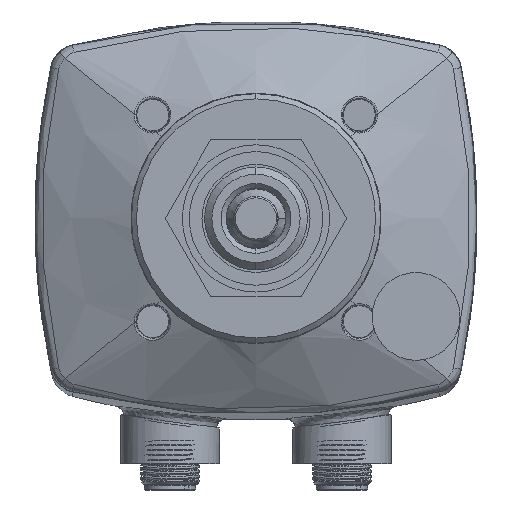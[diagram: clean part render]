
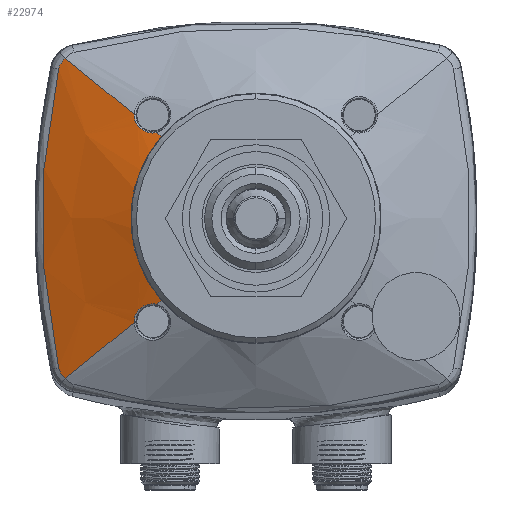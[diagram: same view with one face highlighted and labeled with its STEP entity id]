
A CAD part, front view. The second image highlights one B-rep face of the part: STEP entity #22974.
In plain terms, the highlighted free-form (B-spline) face has degree [3, 3] with [7, 4] control points.
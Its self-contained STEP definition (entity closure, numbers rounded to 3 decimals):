
#4304=DIRECTION('',(-0.735,0.322,0.596));
#4305=VECTOR('',#4304,19.036);
#4306=CARTESIAN_POINT('',(-24.791,306.923,21.186));
#4307=LINE('',#4306,#4305);
#4374=DIRECTION('',(-0.735,0.322,0.596));
#4375=VECTOR('',#4374,1.32);
#4376=CARTESIAN_POINT('',(-19.267,304.5,16.704));
#4377=LINE('',#4376,#4375);
#4401=CARTESIAN_POINT('',(-24.799,306.908,
-21.085));
#4402=CARTESIAN_POINT('',(-24.799,306.91,
-21.097));
#4403=CARTESIAN_POINT('',(-24.798,306.914,
-21.119));
#4404=CARTESIAN_POINT('',(-24.8,306.92,
-21.156));
#4405=CARTESIAN_POINT('',(-24.794,306.923,
-21.176));
#4406=CARTESIAN_POINT('',(-24.791,306.923,
-21.186));
#4408=DIRECTION('',(-0.735,0.322,-0.596));
#4409=VECTOR('',#4408,19.036);
#4410=CARTESIAN_POINT('',(-24.791,306.923,
-21.186));
#4411=LINE('',#4410,#4409);
#4412=CARTESIAN_POINT('',(-38.785,313.062,
-32.539));
#4413=CARTESIAN_POINT('',(-38.979,313.119,
-32.403));
#4414=CARTESIAN_POINT('',(-39.341,313.222,
-32.092));
#4415=CARTESIAN_POINT('',(-39.777,313.332,
-31.53));
#4416=CARTESIAN_POINT('',(-40.063,313.388,
-30.955));
#4417=CARTESIAN_POINT('',(-40.177,313.398,
-30.571));
#4418=CARTESIAN_POINT('',(-40.213,313.397,
-30.407));
#4420=CARTESIAN_POINT('',(-40.213,313.397,
-30.407));
#4421=CARTESIAN_POINT('',(-41.085,313.382,
-26.441));
#4422=CARTESIAN_POINT('',(-42.508,313.358,
-18.389));
#4423=CARTESIAN_POINT('',(-43.593,313.34,
-6.168));
#4424=CARTESIAN_POINT('',(-43.594,313.34,6.146));
#4425=CARTESIAN_POINT('',(-42.51,313.358,18.374));
#4426=CARTESIAN_POINT('',(-41.087,313.382,26.434));
#4427=CARTESIAN_POINT('',(-40.213,313.397,30.407));
#4429=CARTESIAN_POINT('',(-40.213,313.397,30.407));
#4430=CARTESIAN_POINT('',(-40.176,313.398,30.575));
#4431=CARTESIAN_POINT('',(-40.06,313.388,30.963));
#4432=CARTESIAN_POINT('',(-39.771,313.331,31.54));
#4433=CARTESIAN_POINT('',(-39.335,313.22,32.097));
#4434=CARTESIAN_POINT('',(-38.975,313.118,32.405));
#4435=CARTESIAN_POINT('',(-38.785,313.062,32.539));
#4437=CARTESIAN_POINT('',(-24.791,306.923,21.186));
#4438=CARTESIAN_POINT('',(-24.792,306.922,21.175));
#4439=CARTESIAN_POINT('',(-24.793,306.918,21.153));
#4440=CARTESIAN_POINT('',(-24.797,306.913,21.118));
#4441=CARTESIAN_POINT('',(-24.798,306.91,21.096));
#4442=CARTESIAN_POINT('',(-24.799,306.908,21.085));
#4444=CARTESIAN_POINT('',(-24.799,306.908,21.085));
#4445=CARTESIAN_POINT('',(-24.809,306.85,20.734));
#4446=CARTESIAN_POINT('',(-24.713,306.702,20.044));
#4447=CARTESIAN_POINT('',(-24.189,306.344,18.924));
#4448=CARTESIAN_POINT('',(-23.422,305.963,18.13));
#4449=CARTESIAN_POINT('',(-22.396,305.541,17.542));
#4450=CARTESIAN_POINT('',(-21.18,305.148,17.338));
#4451=CARTESIAN_POINT('',(-20.541,304.988,17.404));
#4452=CARTESIAN_POINT('',(-20.237,304.926,17.492));
#4454=CARTESIAN_POINT('',(0.,304.5,0.));
#4455=DIRECTION('',(0.,-1.,0.));
#4456=DIRECTION('',(-0.756,0.,0.655));
#4457=AXIS2_PLACEMENT_3D('',#4454,#4455,#4456);
#4459=DIRECTION('',(-0.735,0.322,-0.596));
#4460=VECTOR('',#4459,1.32);
#4461=CARTESIAN_POINT('',(-19.267,304.5,
-16.704));
#4462=LINE('',#4461,#4460);
#4476=CARTESIAN_POINT('',(-24.799,306.908,
-21.085));
#4477=CARTESIAN_POINT('',(-24.8,306.846,
-20.72));
#4478=CARTESIAN_POINT('',(-24.698,306.688,
-19.986));
#4479=CARTESIAN_POINT('',(-24.194,306.349,
-18.945));
#4480=CARTESIAN_POINT('',(-23.457,305.979,
-18.158));
#4481=CARTESIAN_POINT('',(-22.45,305.563,
-17.57));
#4482=CARTESIAN_POINT('',(-21.301,305.182,
-17.334));
#4483=CARTESIAN_POINT('',(-20.578,304.998,
-17.408));
#4484=CARTESIAN_POINT('',(-20.237,304.926,
-17.492));
#12642=CARTESIAN_POINT('',(-24.791,306.923,
21.186));
#12643=CARTESIAN_POINT('',(-38.785,313.062,
32.539));
#12644=VERTEX_POINT('',#12642);
#12645=VERTEX_POINT('',#12643);
#12650=CARTESIAN_POINT('',(-19.267,304.5,
16.704));
#12651=VERTEX_POINT('',#12650);
#12652=CARTESIAN_POINT('',(-20.237,304.926,
17.492));
#12653=VERTEX_POINT('',#12652);
#12655=VERTEX_POINT('',#4476);
#12656=VERTEX_POINT('',#4484);
#12657=VERTEX_POINT('',#4406);
#12658=CARTESIAN_POINT('',(-38.785,313.062,
-32.539));
#12659=VERTEX_POINT('',#12658);
#12660=VERTEX_POINT('',#4418);
#12661=VERTEX_POINT('',#4427);
#12662=VERTEX_POINT('',#4442);
#12663=CARTESIAN_POINT('',(-19.267,304.5,
-16.704));
#12664=VERTEX_POINT('',#12663);
#22921=CARTESIAN_POINT('',(-39.625,313.575,
-34.801));
#22922=CARTESIAN_POINT('',(-32.541,310.491,
-28.834));
#22923=CARTESIAN_POINT('',(-25.457,307.406,
-22.868));
#22924=CARTESIAN_POINT('',(-18.373,304.322,
-16.901));
#22925=CARTESIAN_POINT('',(-39.737,313.575,
-34.364));
#22926=CARTESIAN_POINT('',(-32.671,310.491,
-28.485));
#22927=CARTESIAN_POINT('',(-25.604,307.406,
-22.607));
#22928=CARTESIAN_POINT('',(-18.538,304.322,
-16.728));
#22929=CARTESIAN_POINT('',(-42.602,313.575,
-22.996));
#22930=CARTESIAN_POINT('',(-35.989,310.491,
-19.386));
#22931=CARTESIAN_POINT('',(-29.375,307.406,
-15.775));
#22932=CARTESIAN_POINT('',(-22.762,304.322,
-12.165));
#22933=CARTESIAN_POINT('',(-45.399,313.575,
0.));
#22934=CARTESIAN_POINT('',(-39.405,310.491,
0.));
#22935=CARTESIAN_POINT('',(-33.41,307.406,
0.));
#22936=CARTESIAN_POINT('',(-27.416,304.322,
0.));
#22937=CARTESIAN_POINT('',(-42.602,313.575,
22.996));
#22938=CARTESIAN_POINT('',(-35.989,310.491,
19.386));
#22939=CARTESIAN_POINT('',(-29.375,307.406,
15.775));
#22940=CARTESIAN_POINT('',(-22.762,304.322,
12.165));
#22941=CARTESIAN_POINT('',(-39.737,313.575,
34.364));
#22942=CARTESIAN_POINT('',(-32.671,310.491,
28.485));
#22943=CARTESIAN_POINT('',(-25.604,307.406,
22.607));
#22944=CARTESIAN_POINT('',(-18.538,304.322,
16.728));
#22945=CARTESIAN_POINT('',(-39.625,313.575,
34.801));
#22946=CARTESIAN_POINT('',(-32.541,310.491,
28.834));
#22947=CARTESIAN_POINT('',(-25.457,307.406,
22.868));
#22948=CARTESIAN_POINT('',(-18.373,304.322,
16.901));
#22949=B_SPLINE_SURFACE_WITH_KNOTS('',3,3,((#22921,#22922,#22923,#22924),
(#22925,#22926,#22927,#22928),(#22929,#22930,#22931,#22932),(#22933,#22934,
#22935,#22936),(#22937,#22938,#22939,#22940),(#22941,#22942,#22943,#22944),(
#22945,#22946,#22947,#22948)),.UNSPECIFIED.,.F.,.F.,.F.,(4,1,1,1,4),(4,4),(
-0.02,0.,0.5,1.,1.02),(0.,
1.),.UNSPECIFIED.);
#22951=ORIENTED_EDGE('',*,*,#22950,.F.);
#22953=ORIENTED_EDGE('',*,*,#22952,.T.);
#22955=ORIENTED_EDGE('',*,*,#22954,.T.);
#22957=ORIENTED_EDGE('',*,*,#22956,.T.);
#22959=ORIENTED_EDGE('',*,*,#22958,.T.);
#22961=ORIENTED_EDGE('',*,*,#22960,.T.);
#22962=ORIENTED_EDGE('',*,*,#22892,.F.);
#22964=ORIENTED_EDGE('',*,*,#22963,.T.);
#22966=ORIENTED_EDGE('',*,*,#22965,.T.);
#22967=ORIENTED_EDGE('',*,*,#22912,.F.);
#22969=ORIENTED_EDGE('',*,*,#22968,.T.);
#22971=ORIENTED_EDGE('',*,*,#22970,.T.);
#22972=EDGE_LOOP('',(#22951,#22953,#22955,#22957,#22959,#22961,#22962,#22964,
#22966,#22967,#22969,#22971));
#22973=FACE_OUTER_BOUND('',#22972,.F.);
#22974=ADVANCED_FACE('',(#22973),#22949,.F.);
#4407=B_SPLINE_CURVE_WITH_KNOTS('',3,(#4401,#4402,#4403,#4404,#4405,#4406),
.UNSPECIFIED.,.F.,.F.,(4,1,1,4),(0.,0.333,0.667,1.),
.UNSPECIFIED.);
#4419=B_SPLINE_CURVE_WITH_KNOTS('',3,(#4412,#4413,#4414,#4415,#4416,#4417,
#4418),.UNSPECIFIED.,.F.,.F.,(4,1,1,1,4),(0.,0.272,
0.544,0.808,1.),.UNSPECIFIED.);
#4428=B_SPLINE_CURVE_WITH_KNOTS('',3,(#4420,#4421,#4422,#4423,#4424,#4425,#4426,
#4427),.UNSPECIFIED.,.F.,.F.,(4,1,1,1,1,4),(0.,0.199,
0.4,0.6,0.801,1.),.UNSPECIFIED.);
#4436=B_SPLINE_CURVE_WITH_KNOTS('',3,(#4429,#4430,#4431,#4432,#4433,#4434,
#4435),.UNSPECIFIED.,.F.,.F.,(4,1,1,1,4),(0.,0.196,
0.46,0.732,1.),.UNSPECIFIED.);
#4443=B_SPLINE_CURVE_WITH_KNOTS('',3,(#4437,#4438,#4439,#4440,#4441,#4442),
.UNSPECIFIED.,.F.,.F.,(4,1,1,4),(0.,0.333,0.667,1.),
.UNSPECIFIED.);
#4453=B_SPLINE_CURVE_WITH_KNOTS('',3,(#4444,#4445,#4446,#4447,#4448,#4449,#4450,
#4451,#4452),.UNSPECIFIED.,.F.,.F.,(4,1,1,1,1,1,4),(0.,0.167,
0.333,0.5,0.667,0.833,1.),
.UNSPECIFIED.);
#4458=CIRCLE('',#4457,25.5);
#4485=B_SPLINE_CURVE_WITH_KNOTS('',3,(#4476,#4477,#4478,#4479,#4480,#4481,#4482,
#4483,#4484),.UNSPECIFIED.,.F.,.F.,(4,1,1,1,1,1,4),(0.,0.167,
0.333,0.5,0.667,0.833,1.),
.UNSPECIFIED.);
#22892=EDGE_CURVE('',#12644,#12645,#4307,.T.);
#22912=EDGE_CURVE('',#12651,#12653,#4377,.T.);
#22950=EDGE_CURVE('',#12655,#12656,#4485,.T.);
#22952=EDGE_CURVE('',#12655,#12657,#4407,.T.);
#22954=EDGE_CURVE('',#12657,#12659,#4411,.T.);
#22956=EDGE_CURVE('',#12659,#12660,#4419,.T.);
#22958=EDGE_CURVE('',#12660,#12661,#4428,.T.);
#22960=EDGE_CURVE('',#12661,#12645,#4436,.T.);
#22963=EDGE_CURVE('',#12644,#12662,#4443,.T.);
#22965=EDGE_CURVE('',#12662,#12653,#4453,.T.);
#22968=EDGE_CURVE('',#12651,#12664,#4458,.T.);
#22970=EDGE_CURVE('',#12664,#12656,#4462,.T.);
